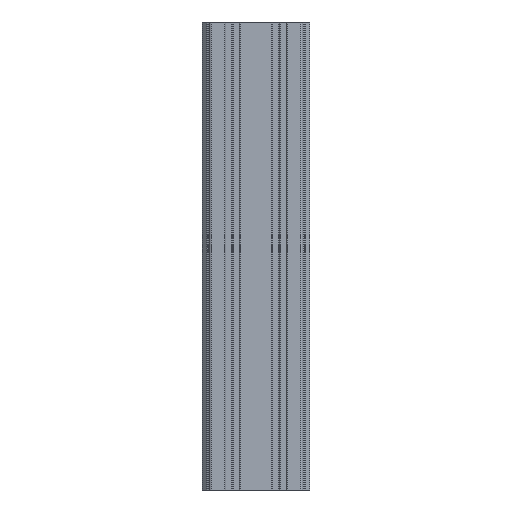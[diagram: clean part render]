
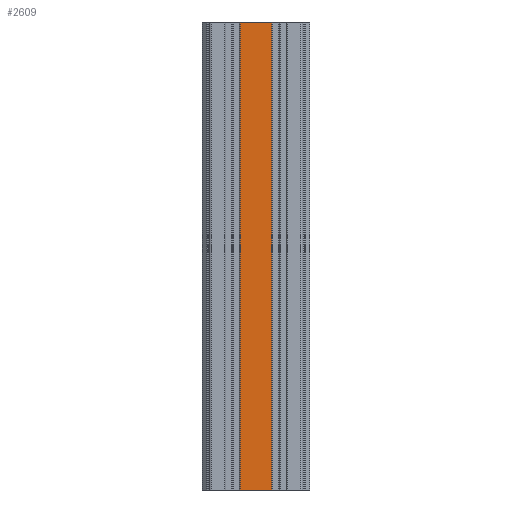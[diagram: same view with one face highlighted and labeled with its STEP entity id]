
A CAD part, left-side view. The second image highlights one B-rep face of the part: STEP entity #2609.
In plain terms, the highlighted planar face has unit normal (-1, 0, 0).
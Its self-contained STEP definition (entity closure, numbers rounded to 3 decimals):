
#72=FACE_OUTER_BOUND($,#407,.T.);
#407=EDGE_LOOP($,(#2194,#2195,#2196,#2197));
#519=LINE($,#3625,#839);
#621=LINE($,#3879,#941);
#727=LINE($,#4108,#1047);
#728=LINE($,#4110,#1048);
#839=VECTOR($,#2918,13.4);
#941=VECTOR($,#3072,13.4);
#1047=VECTOR($,#3312,200.);
#1048=VECTOR($,#3315,200.);
#1170=VERTEX_POINT($,#3622);
#1171=VERTEX_POINT($,#3624);
#1296=VERTEX_POINT($,#3876);
#1297=VERTEX_POINT($,#3878);
#1414=EDGE_CURVE($,#1171,#1170,#519,.T.);
#1540=EDGE_CURVE($,#1296,#1297,#621,.T.);
#1655=EDGE_CURVE($,#1297,#1170,#727,.T.);
#1656=EDGE_CURVE($,#1296,#1171,#728,.T.);
#2194=ORIENTED_EDGE($,*,*,#1655,.F.);
#2195=ORIENTED_EDGE($,*,*,#1540,.F.);
#2196=ORIENTED_EDGE($,*,*,#1656,.T.);
#2197=ORIENTED_EDGE($,*,*,#1414,.T.);
#2496=PLANE($,#2780);
#2609=ADVANCED_FACE($,(#72),#2496,.T.);
#2780=AXIS2_PLACEMENT_3D($,#4109,#3313,#3314);
#2918=DIRECTION($,(0.,-1.,0.));
#3072=DIRECTION($,(0.,-1.,0.));
#3312=DIRECTION($,(0.,0.,-1.));
#3313=DIRECTION('center_axis',(-1.,0.,0.));
#3314=DIRECTION('ref_axis',(0.,0.,1.));
#3315=DIRECTION($,(0.,0.,-1.));
#3622=CARTESIAN_POINT('',(-10.,-6.7,-100.));
#3624=CARTESIAN_POINT('',(-10.,6.7,-100.));
#3625=CARTESIAN_POINT($,(-10.,-6.7,-100.));
#3876=CARTESIAN_POINT('',(-10.,6.7,100.));
#3878=CARTESIAN_POINT('',(-10.,-6.7,100.));
#3879=CARTESIAN_POINT($,(-10.,6.7,100.));
#4108=CARTESIAN_POINT($,(-10.,-6.7,0.));
#4109=CARTESIAN_POINT('Origin',(-10.,6.7,0.));
#4110=CARTESIAN_POINT($,(-10.,6.7,0.));
